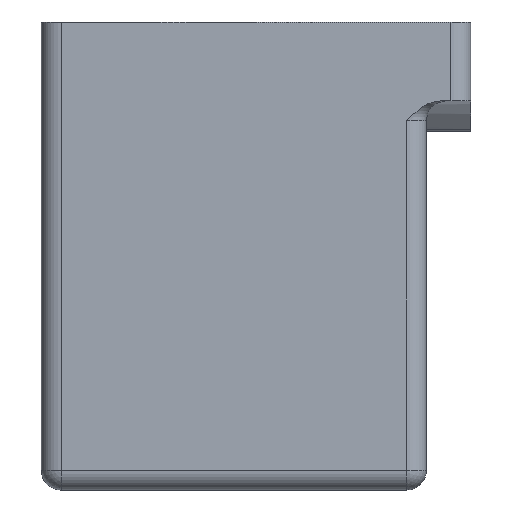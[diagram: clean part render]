
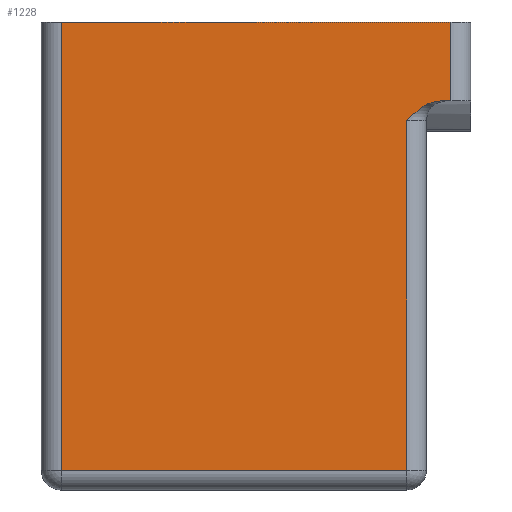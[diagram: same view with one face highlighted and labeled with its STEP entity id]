
A CAD part, front view. The second image highlights one B-rep face of the part: STEP entity #1228.
In plain terms, the highlighted planar face has unit normal (0, -1, 0).
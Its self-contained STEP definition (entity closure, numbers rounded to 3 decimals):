
#46=PLANE('',#1369);
#100=LINE('',#4417,#174);
#103=LINE('',#4426,#177);
#115=LINE('',#4477,#189);
#125=LINE('',#4533,#199);
#128=LINE('',#4542,#202);
#129=LINE('',#4544,#203);
#174=VECTOR('',#1571,10.);
#177=VECTOR('',#1582,10.);
#189=VECTOR('',#1636,10.);
#199=VECTOR('',#1678,10.);
#202=VECTOR('',#1689,10.);
#203=VECTOR('',#1692,10.);
#306=FACE_OUTER_BOUND('',#383,.T.);
#383=EDGE_LOOP('',(#1094,#1095,#1096,#1097,#1098,#1099,#1100));
#485=B_SPLINE_CURVE_WITH_KNOTS('',3,(#4397,#4398,#4399,#4400,#4401,#4402),
 .UNSPECIFIED.,.F.,.F.,(4,2,4),(0.506,0.582,0.7),
 .UNSPECIFIED.);
#563=VERTEX_POINT('',#4395);
#564=VERTEX_POINT('',#4396);
#565=VERTEX_POINT('',#4406);
#568=VERTEX_POINT('',#4413);
#571=VERTEX_POINT('',#4424);
#583=VERTEX_POINT('',#4476);
#593=VERTEX_POINT('',#4532);
#712=EDGE_CURVE('',#563,#564,#485,.T.);
#720=EDGE_CURVE('',#565,#568,#100,.T.);
#725=EDGE_CURVE('',#571,#565,#103,.T.);
#748=EDGE_CURVE('',#583,#568,#115,.T.);
#766=EDGE_CURVE('',#583,#593,#125,.T.);
#771=EDGE_CURVE('',#564,#571,#128,.T.);
#772=EDGE_CURVE('',#563,#593,#129,.T.);
#1094=ORIENTED_EDGE('',*,*,#725,.F.);
#1095=ORIENTED_EDGE('',*,*,#771,.F.);
#1096=ORIENTED_EDGE('',*,*,#712,.F.);
#1097=ORIENTED_EDGE('',*,*,#772,.T.);
#1098=ORIENTED_EDGE('',*,*,#766,.F.);
#1099=ORIENTED_EDGE('',*,*,#748,.T.);
#1100=ORIENTED_EDGE('',*,*,#720,.F.);
#1228=ADVANCED_FACE('',(#306),#46,.T.);
#1369=AXIS2_PLACEMENT_3D('',#4543,#1690,#1691);
#1571=DIRECTION('',(0.,0.,1.));
#1582=DIRECTION('',(-1.,0.,0.));
#1636=DIRECTION('',(-1.,0.,0.));
#1678=DIRECTION('',(0.,0.,-1.));
#1689=DIRECTION('',(0.,0.,-1.));
#1690=DIRECTION('center_axis',(0.,-1.,0.));
#1691=DIRECTION('ref_axis',(1.,0.,0.));
#1692=DIRECTION('',(1.,0.,0.));
#4395=CARTESIAN_POINT('',(54.932,99.096,60.));
#4396=CARTESIAN_POINT('',(53.2,99.096,59.));
#4397=CARTESIAN_POINT('Ctrl Pts',(54.932,99.096,60.));
#4398=CARTESIAN_POINT('Ctrl Pts',(54.677,99.096,60.));
#4399=CARTESIAN_POINT('Ctrl Pts',(54.385,99.096,59.91));
#4400=CARTESIAN_POINT('Ctrl Pts',(53.815,99.096,59.604));
#4401=CARTESIAN_POINT('Ctrl Pts',(53.477,99.096,59.277));
#4402=CARTESIAN_POINT('Ctrl Pts',(53.2,99.096,59.));
#4406=CARTESIAN_POINT('',(35.7,99.096,41.3));
#4413=CARTESIAN_POINT('',(35.7,99.096,64.));
#4417=CARTESIAN_POINT('',(35.7,99.096,64.));
#4424=CARTESIAN_POINT('',(53.2,99.096,41.3));
#4426=CARTESIAN_POINT('',(39.575,99.096,41.3));
#4476=CARTESIAN_POINT('',(55.45,99.096,64.));
#4477=CARTESIAN_POINT('',(104.85,99.096,64.));
#4532=CARTESIAN_POINT('',(55.45,99.096,60.));
#4533=CARTESIAN_POINT('',(55.45,99.096,49.));
#4542=CARTESIAN_POINT('',(53.2,99.096,62.));
#4543=CARTESIAN_POINT('Origin',(34.7,99.096,64.));
#4544=CARTESIAN_POINT('',(104.85,99.096,60.));
